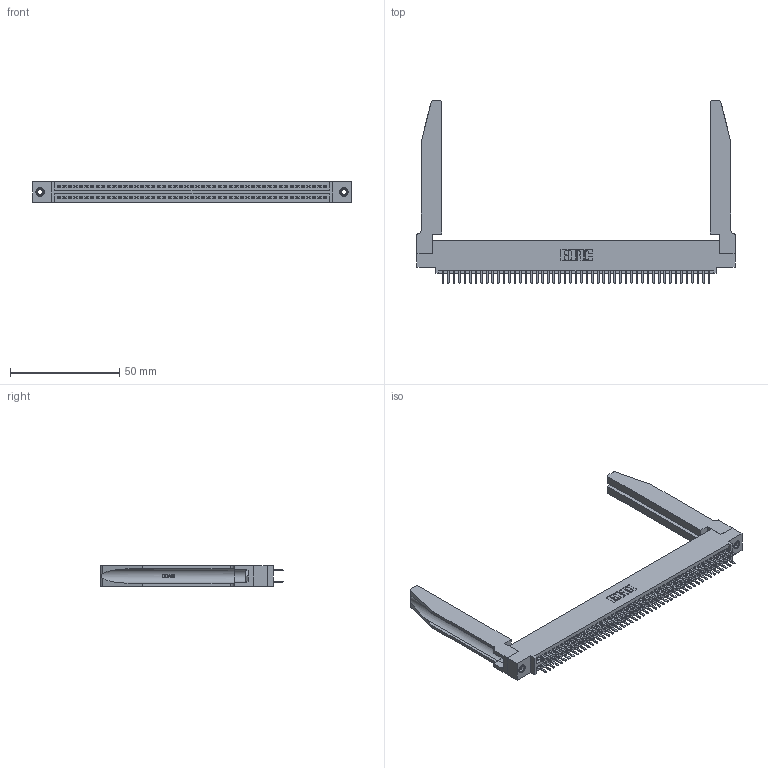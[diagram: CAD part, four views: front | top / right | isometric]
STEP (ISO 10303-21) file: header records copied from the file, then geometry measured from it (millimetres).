
FILE_DESCRIPTION (( 'STEP AP203' ), '1' );
FILE_NAME ('395-098-520-578.STEP', '2019-10-26T02:36:02', ( '' ), ( '' ), 'SwSTEP 2.0', 'SolidWorks 2016', '' );
FILE_SCHEMA (( 'CONFIG_CONTROL_DESIGN' ));
Length unit declared in the file: inch
Products named in the file (5): 345 Part_0.110 Offset - 0.156 Dia-TH; 345-292-001_345-293-120; 345-250-001_345-250-001-102; 345-220-078_345-220-078; 395-098-520-578
Assembly tree (103 placements, depth 2):
  395-098-520-578
    345 Part_0.110 Offset - 0.156 Dia-TH
    345-292-001_345-293-120  x98
    345-250-001_345-250-001-102  x2
    345-220-078_345-220-078  x2
Bounding box: 145.69 x 83.44 x 9.4 mm (x, y, z)
Volume: 21871.9 mm3; surface area: 27819.5 mm2
Topology: 103 solids, 103 shells, 5656 faces, 16347 edges, 10626 vertices
Faces by surface type: plane 3656, cylinder 1948, bspline 36, cone 12, torus 4
Entity records: 42490 total; most frequent: CARTESIAN_POINT 8047, ORIENTED_EDGE 6866, DIRECTION 6067, EDGE_CURVE 3433, LINE 3007, VECTOR 3007, VERTEX_POINT 2280, AXIS2_PLACEMENT_3D 1530
